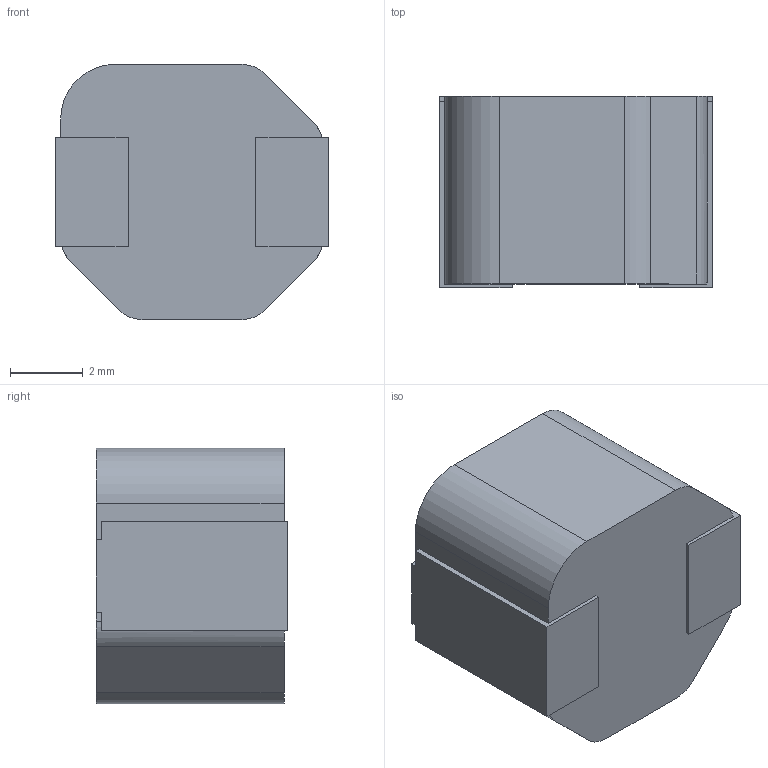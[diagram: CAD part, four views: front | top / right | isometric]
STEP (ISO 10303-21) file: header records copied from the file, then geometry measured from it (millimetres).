
FILE_DESCRIPTION (( 'STEP AP214' ), '1' );
FILE_NAME ('SPM7054VT.STEP', '2018-10-04T07:06:59', ( '' ), ( '' ), 'SwSTEP 2.0', 'SolidWorks 2018', '' );
FILE_SCHEMA (( 'AUTOMOTIVE_DESIGN' ));
Length unit declared in the file: millimetre
Products named in the file (3): Mold_7054; SPM7054VT; Terminal_7054
Assembly tree (3 placements, depth 2):
  SPM7054VT
    Mold_7054
    Terminal_7054  x2
Bounding box: 7.5 x 5.25 x 7 mm (x, y, z)
Volume: 235.8 mm3; surface area: 322.2 mm2
Topology: 3 solids, 3 shells, 60 faces, 158 edges, 104 vertices
Faces by surface type: plane 53, cylinder 7
Entity records: 1547 total; most frequent: CARTESIAN_POINT 258, ORIENTED_EDGE 248, DIRECTION 245, EDGE_CURVE 124, LINE 107, VECTOR 107, VERTEX_POINT 82, AXIS2_PLACEMENT_3D 69
